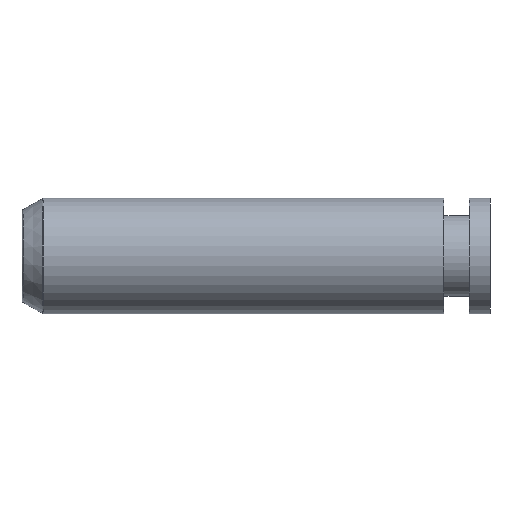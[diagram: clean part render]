
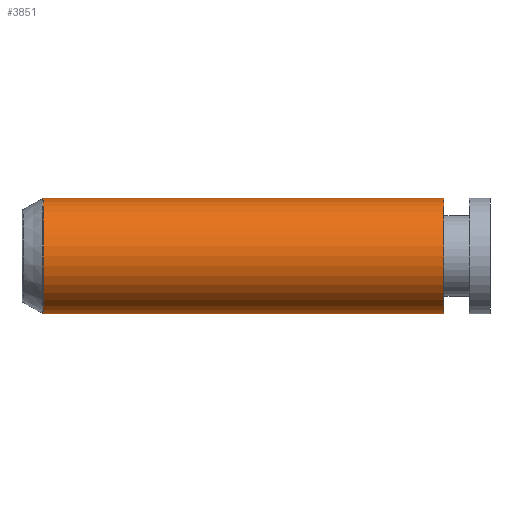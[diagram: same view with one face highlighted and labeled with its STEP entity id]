
A CAD part, left-side view. The second image highlights one B-rep face of the part: STEP entity #3851.
In plain terms, the highlighted cylindrical face has radius 12.5 mm (diameter 25 mm), a partial arc.
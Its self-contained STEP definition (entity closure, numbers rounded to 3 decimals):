
#15 = DIRECTION ( 'NONE',  ( 0., -1., 0. ) ) ;
#246 = CARTESIAN_POINT ( 'NONE',  ( -3.891, 80.657, 11.5 ) ) ;
#279 = VERTEX_POINT ( 'NONE', #4040 ) ;
#291 = VECTOR ( 'NONE', #15, 1000. ) ;
#310 = EDGE_CURVE ( 'NONE', #279, #1999, #5162, .T. ) ;
#315 = EDGE_CURVE ( 'NONE', #5224, #1999, #1378, .T. ) ;
#426 = DIRECTION ( 'NONE',  ( 0., -1., 0. ) ) ;
#554 = AXIS2_PLACEMENT_3D ( 'NONE', #1996, #426, #4865 ) ;
#885 = CARTESIAN_POINT ( 'NONE',  ( -3.891, -24.163, -1. ) ) ;
#949 = ORIENTED_EDGE ( 'NONE', *, *, #310, .T. ) ;
#980 = VERTEX_POINT ( 'NONE', #246 ) ;
#989 = CARTESIAN_POINT ( 'NONE',  ( -3.891, 80.657, -1. ) ) ;
#1095 = ORIENTED_EDGE ( 'NONE', *, *, #315, .F. ) ;
#1212 = CARTESIAN_POINT ( 'NONE',  ( -3.891, -24.163, -13.5 ) ) ;
#1378 = CIRCLE ( 'NONE', #554, 12.5 ) ;
#1393 = AXIS2_PLACEMENT_3D ( 'NONE', #885, #2942, #5197 ) ;
#1476 = DIRECTION ( 'NONE',  ( 0., 0., -1. ) ) ;
#1518 = DIRECTION ( 'NONE',  ( 0., -1., 0. ) ) ;
#1618 = CARTESIAN_POINT ( 'NONE',  ( -3.891, -6.314, -13.5 ) ) ;
#1996 = CARTESIAN_POINT ( 'NONE',  ( -3.891, -6.314, -1. ) ) ;
#1999 = VERTEX_POINT ( 'NONE', #1618 ) ;
#2002 = CIRCLE ( 'NONE', #4111, 12.5 ) ;
#2224 = EDGE_CURVE ( 'NONE', #980, #279, #2002, .T. ) ;
#2417 = EDGE_CURVE ( 'NONE', #980, #5224, #3510, .T. ) ;
#2699 = ORIENTED_EDGE ( 'NONE', *, *, #2224, .T. ) ;
#2942 = DIRECTION ( 'NONE',  ( 0., -1., 0. ) ) ;
#3058 = DIRECTION ( 'NONE',  ( 0., -1., 0. ) ) ;
#3510 = LINE ( 'NONE', #4200, #4346 ) ;
#3851 = ADVANCED_FACE ( 'NONE', ( #4575 ), #4987, .T. ) ;
#4040 = CARTESIAN_POINT ( 'NONE',  ( -3.891, 80.657, -13.5 ) ) ;
#4111 = AXIS2_PLACEMENT_3D ( 'NONE', #989, #3058, #1476 ) ;
#4143 = EDGE_LOOP ( 'NONE', ( #4546, #2699, #949, #1095 ) ) ;
#4200 = CARTESIAN_POINT ( 'NONE',  ( -3.891, -24.163, 11.5 ) ) ;
#4346 = VECTOR ( 'NONE', #1518, 1000. ) ;
#4546 = ORIENTED_EDGE ( 'NONE', *, *, #2417, .F. ) ;
#4575 = FACE_OUTER_BOUND ( 'NONE', #4143, .T. ) ;
#4712 = CARTESIAN_POINT ( 'NONE',  ( -3.891, -6.314, 11.5 ) ) ;
#4865 = DIRECTION ( 'NONE',  ( 0., 0., -1. ) ) ;
#4987 = CYLINDRICAL_SURFACE ( 'NONE', #1393, 12.5 ) ;
#5162 = LINE ( 'NONE', #1212, #291 ) ;
#5197 = DIRECTION ( 'NONE',  ( 0., 0., -1. ) ) ;
#5224 = VERTEX_POINT ( 'NONE', #4712 ) ;
